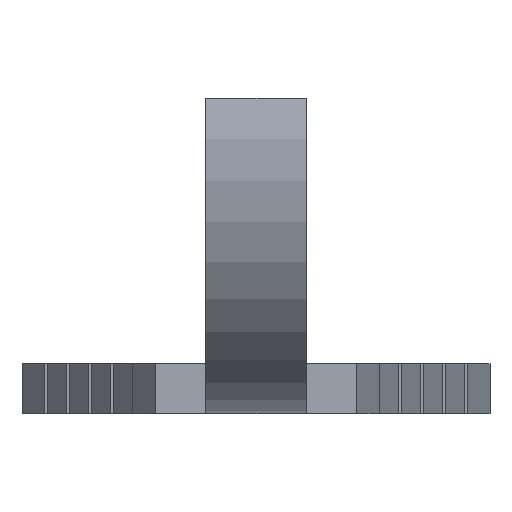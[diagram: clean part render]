
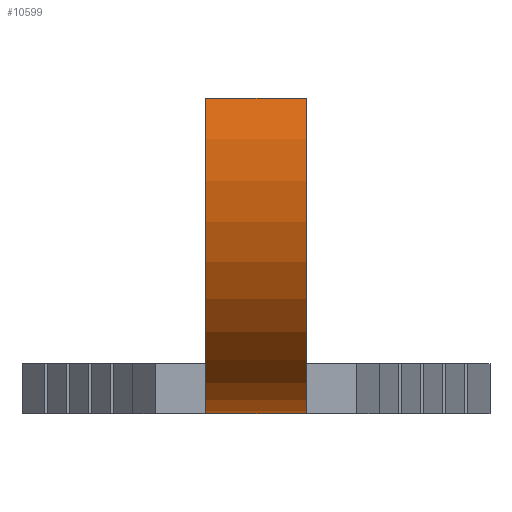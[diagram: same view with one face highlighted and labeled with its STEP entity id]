
A CAD part, front view. The second image highlights one B-rep face of the part: STEP entity #10599.
In plain terms, the highlighted cylindrical face has radius 25 mm (diameter 50 mm), a partial arc.
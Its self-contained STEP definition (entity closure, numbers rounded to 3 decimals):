
#8612 = PLANE('',#8613);
#8613 = AXIS2_PLACEMENT_3D('',#8614,#8615,#8616);
#8614 = CARTESIAN_POINT('',(-5.,0.,-9.35));
#8615 = DIRECTION('',(1.,0.,0.));
#8616 = DIRECTION('',(0.,0.,1.));
#8666 = PLANE('',#8667);
#8667 = AXIS2_PLACEMENT_3D('',#8668,#8669,#8670);
#8668 = CARTESIAN_POINT('',(5.,0.,-9.35));
#8669 = DIRECTION('',(1.,0.,0.));
#8670 = DIRECTION('',(0.,0.,1.));
#10211 = PLANE('',#10212);
#10212 = AXIS2_PLACEMENT_3D('',#10213,#10214,#10215);
#10213 = CARTESIAN_POINT('',(5.,25.,-25.));
#10214 = DIRECTION('',(0.,0.,-1.));
#10215 = DIRECTION('',(0.,-1.,0.));
#10312 = VERTEX_POINT('',#10313);
#10313 = CARTESIAN_POINT('',(5.,-24.193,6.3));
#10327 = PLANE('',#10328);
#10328 = AXIS2_PLACEMENT_3D('',#10329,#10330,#10331);
#10329 = CARTESIAN_POINT('',(5.,-24.193,6.3));
#10330 = DIRECTION('',(0.,0.259,0.966
    ));
#10331 = DIRECTION('',(0.,0.966,-0.259
    ));
#10339 = EDGE_CURVE('',#10312,#10340,#10342,.T.);
#10340 = VERTEX_POINT('',#10341);
#10341 = CARTESIAN_POINT('',(5.,0.,-25.));
#10342 = SURFACE_CURVE('',#10343,(#10348,#10355),.PCURVE_S1.);
#10343 = CIRCLE('',#10344,25.);
#10344 = AXIS2_PLACEMENT_3D('',#10345,#10346,#10347);
#10345 = CARTESIAN_POINT('',(5.,0.,0.));
#10346 = DIRECTION('',(1.,0.,0.));
#10347 = DIRECTION('',(0.,-0.968,
    0.252));
#10348 = PCURVE('',#8666,#10349);
#10349 = DEFINITIONAL_REPRESENTATION('',(#10350),#10354);
#10350 = CIRCLE('',#10351,25.);
#10351 = AXIS2_PLACEMENT_2D('',#10352,#10353);
#10352 = CARTESIAN_POINT('',(9.35,0.));
#10353 = DIRECTION('',(0.252,0.968));
#10354 = ( GEOMETRIC_REPRESENTATION_CONTEXT(2) 
PARAMETRIC_REPRESENTATION_CONTEXT() REPRESENTATION_CONTEXT('2D SPACE',''
  ) );
#10355 = PCURVE('',#10356,#10361);
#10356 = CYLINDRICAL_SURFACE('',#10357,25.);
#10357 = AXIS2_PLACEMENT_3D('',#10358,#10359,#10360);
#10358 = CARTESIAN_POINT('',(5.,0.,0.));
#10359 = DIRECTION('',(-1.,0.,0.));
#10360 = DIRECTION('',(0.,-0.968,
    0.252));
#10361 = DEFINITIONAL_REPRESENTATION('',(#10362),#10366);
#10362 = LINE('',#10363,#10364);
#10363 = CARTESIAN_POINT('',(6.283,0.));
#10364 = VECTOR('',#10365,1.);
#10365 = DIRECTION('',(-1.,0.));
#10366 = ( GEOMETRIC_REPRESENTATION_CONTEXT(2) 
PARAMETRIC_REPRESENTATION_CONTEXT() REPRESENTATION_CONTEXT('2D SPACE',''
  ) );
#10447 = VERTEX_POINT('',#10448);
#10448 = CARTESIAN_POINT('',(-5.,0.,-25.));
#10525 = VERTEX_POINT('',#10526);
#10526 = CARTESIAN_POINT('',(-5.,-24.193,6.3));
#10547 = EDGE_CURVE('',#10447,#10525,#10548,.T.);
#10548 = SURFACE_CURVE('',#10549,(#10554,#10565),.PCURVE_S1.);
#10549 = CIRCLE('',#10550,25.);
#10550 = AXIS2_PLACEMENT_3D('',#10551,#10552,#10553);
#10551 = CARTESIAN_POINT('',(-5.,0.,0.));
#10552 = DIRECTION('',(-1.,0.,0.));
#10553 = DIRECTION('',(0.,-0.968,
    0.252));
#10554 = PCURVE('',#8612,#10555);
#10555 = DEFINITIONAL_REPRESENTATION('',(#10556),#10564);
#10556 = ( BOUNDED_CURVE() B_SPLINE_CURVE(2,(#10557,#10558,#10559,#10560
    ,#10561,#10562,#10563),.UNSPECIFIED.,.T.,.F.) 
B_SPLINE_CURVE_WITH_KNOTS((1,2,2,2,2,1),(-2.094,0.,
    2.094,4.189,6.283,8.378),
.UNSPECIFIED.) CURVE() GEOMETRIC_REPRESENTATION_ITEM() 
RATIONAL_B_SPLINE_CURVE((1.,0.5,1.,0.5,1.,0.5,1.)) REPRESENTATION_ITEM(
  '') );
#10557 = CARTESIAN_POINT('',(15.65,24.193));
#10558 = CARTESIAN_POINT('',(57.554,13.28));
#10559 = CARTESIAN_POINT('',(27.151,-17.553));
#10560 = CARTESIAN_POINT('',(-3.251,-48.386));
#10561 = CARTESIAN_POINT('',(-14.752,-6.64));
#10562 = CARTESIAN_POINT('',(-26.253,35.106));
#10563 = CARTESIAN_POINT('',(15.65,24.193));
#10564 = ( GEOMETRIC_REPRESENTATION_CONTEXT(2) 
PARAMETRIC_REPRESENTATION_CONTEXT() REPRESENTATION_CONTEXT('2D SPACE',''
  ) );
#10565 = PCURVE('',#10356,#10566);
#10566 = DEFINITIONAL_REPRESENTATION('',(#10567),#10571);
#10567 = LINE('',#10568,#10569);
#10568 = CARTESIAN_POINT('',(0.,10.));
#10569 = VECTOR('',#10570,1.);
#10570 = DIRECTION('',(1.,0.));
#10571 = ( GEOMETRIC_REPRESENTATION_CONTEXT(2) 
PARAMETRIC_REPRESENTATION_CONTEXT() REPRESENTATION_CONTEXT('2D SPACE',''
  ) );
#10578 = EDGE_CURVE('',#10340,#10447,#10579,.T.);
#10579 = SURFACE_CURVE('',#10580,(#10584,#10591),.PCURVE_S1.);
#10580 = LINE('',#10581,#10582);
#10581 = CARTESIAN_POINT('',(5.,0.,-25.));
#10582 = VECTOR('',#10583,1.);
#10583 = DIRECTION('',(-1.,0.,0.));
#10584 = PCURVE('',#10211,#10585);
#10585 = DEFINITIONAL_REPRESENTATION('',(#10586),#10590);
#10586 = LINE('',#10587,#10588);
#10587 = CARTESIAN_POINT('',(25.,0.));
#10588 = VECTOR('',#10589,1.);
#10589 = DIRECTION('',(0.,1.));
#10590 = ( GEOMETRIC_REPRESENTATION_CONTEXT(2) 
PARAMETRIC_REPRESENTATION_CONTEXT() REPRESENTATION_CONTEXT('2D SPACE',''
  ) );
#10591 = PCURVE('',#10356,#10592);
#10592 = DEFINITIONAL_REPRESENTATION('',(#10593),#10597);
#10593 = LINE('',#10594,#10595);
#10594 = CARTESIAN_POINT('',(4.458,0.));
#10595 = VECTOR('',#10596,1.);
#10596 = DIRECTION('',(0.,1.));
#10597 = ( GEOMETRIC_REPRESENTATION_CONTEXT(2) 
PARAMETRIC_REPRESENTATION_CONTEXT() REPRESENTATION_CONTEXT('2D SPACE',''
  ) );
#10599 = ADVANCED_FACE('',(#10600),#10356,.T.);
#10600 = FACE_BOUND('',#10601,.T.);
#10601 = EDGE_LOOP('',(#10602,#10603,#10624,#10625));
#10602 = ORIENTED_EDGE('',*,*,#10339,.F.);
#10603 = ORIENTED_EDGE('',*,*,#10604,.T.);
#10604 = EDGE_CURVE('',#10312,#10525,#10605,.T.);
#10605 = SURFACE_CURVE('',#10606,(#10610,#10617),.PCURVE_S1.);
#10606 = LINE('',#10607,#10608);
#10607 = CARTESIAN_POINT('',(5.,-24.193,6.3));
#10608 = VECTOR('',#10609,1.);
#10609 = DIRECTION('',(-1.,0.,0.));
#10610 = PCURVE('',#10356,#10611);
#10611 = DEFINITIONAL_REPRESENTATION('',(#10612),#10616);
#10612 = LINE('',#10613,#10614);
#10613 = CARTESIAN_POINT('',(6.283,0.));
#10614 = VECTOR('',#10615,1.);
#10615 = DIRECTION('',(0.,1.));
#10616 = ( GEOMETRIC_REPRESENTATION_CONTEXT(2) 
PARAMETRIC_REPRESENTATION_CONTEXT() REPRESENTATION_CONTEXT('2D SPACE',''
  ) );
#10617 = PCURVE('',#10327,#10618);
#10618 = DEFINITIONAL_REPRESENTATION('',(#10619),#10623);
#10619 = LINE('',#10620,#10621);
#10620 = CARTESIAN_POINT('',(0.,0.));
#10621 = VECTOR('',#10622,1.);
#10622 = DIRECTION('',(0.,1.));
#10623 = ( GEOMETRIC_REPRESENTATION_CONTEXT(2) 
PARAMETRIC_REPRESENTATION_CONTEXT() REPRESENTATION_CONTEXT('2D SPACE',''
  ) );
#10624 = ORIENTED_EDGE('',*,*,#10547,.F.);
#10625 = ORIENTED_EDGE('',*,*,#10578,.F.);
